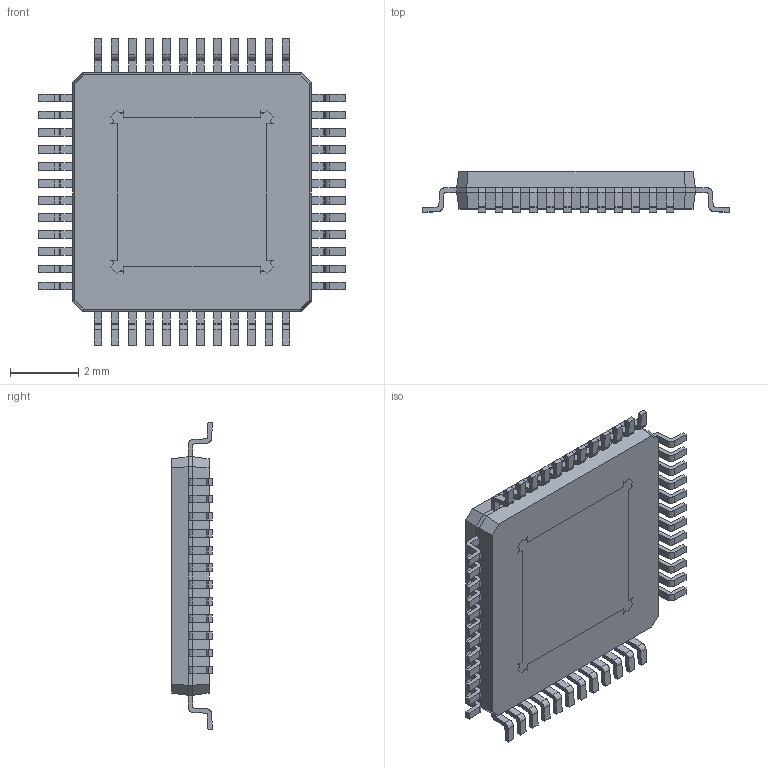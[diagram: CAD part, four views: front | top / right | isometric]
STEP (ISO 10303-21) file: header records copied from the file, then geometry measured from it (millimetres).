
FILE_DESCRIPTION (( 'STEP AP214' ), '1' );
FILE_NAME ('PGA970QPHPR.STEP', '2018-04-23T09:30:08', ( '' ), ( '' ), 'SwSTEP 2.0', 'SolidWorks 2017', '' );
FILE_SCHEMA (( 'AUTOMOTIVE_DESIGN' ));
Length unit declared in the file: millimetre
Products named in the file (1): PGA970QPHPR
Bounding box: 9 x 1.2 x 9 mm (x, y, z)
Volume: 54.8 mm3; surface area: 219.1 mm2
Topology: 50 solids, 50 shells, 782 faces, 2022 edges, 1340 vertices
Faces by surface type: plane 564, cylinder 218
Entity records: 31271 total; most frequent: CARTESIAN_POINT 4115, ORIENTED_EDGE 4012, DIRECTION 3996, EDGE_CURVE 2006, VECTOR 1570, LINE 1570, VERTEX_POINT 1332, AXIS2_PLACEMENT_3D 1213
